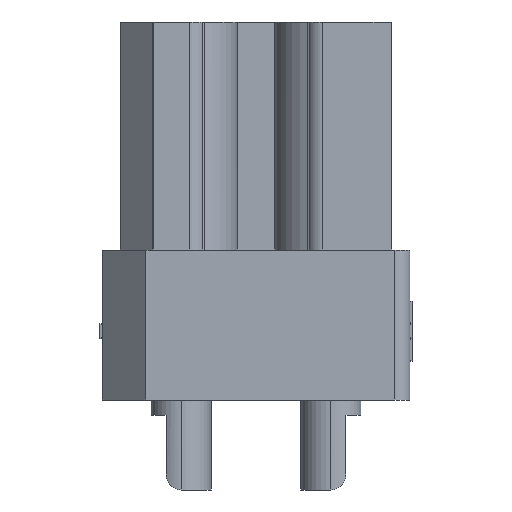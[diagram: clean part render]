
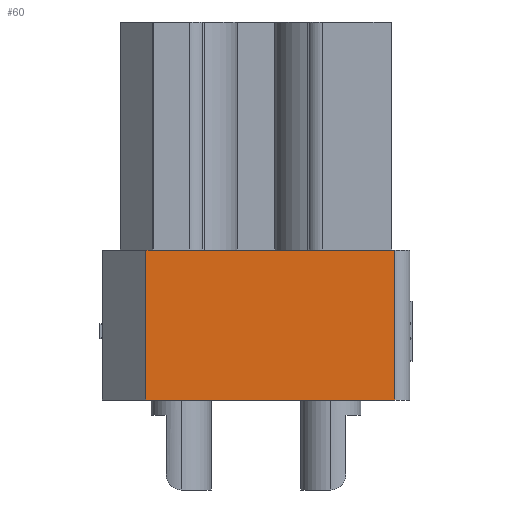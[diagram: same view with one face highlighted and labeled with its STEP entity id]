
A CAD part, left-side view. The second image highlights one B-rep face of the part: STEP entity #60.
In plain terms, the highlighted planar face has unit normal (-1, 0, 0).
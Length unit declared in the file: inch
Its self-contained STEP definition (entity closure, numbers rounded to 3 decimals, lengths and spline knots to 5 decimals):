
#60 = ADVANCED_FACE ( 'NONE', ( #640 ), #4550, .T. ) ;
#250 = CARTESIAN_POINT ( 'NONE',  ( 0., 0.34613, -0.19685 ) ) ;
#478 = EDGE_CURVE ( 'NONE', #4955, #4939, #711, .T. ) ;
#507 = VERTEX_POINT ( 'NONE', #2648 ) ;
#640 = FACE_OUTER_BOUND ( 'NONE', #2823, .T. ) ;
#711 = LINE ( 'NONE', #4166, #3186 ) ;
#1176 = EDGE_CURVE ( 'NONE', #507, #4955, #4980, .T. ) ;
#1450 = CARTESIAN_POINT ( 'NONE',  ( 0., 0.34613, 0. ) ) ;
#1574 = VECTOR ( 'NONE', #4924, 39.37008 ) ;
#1593 = ORIENTED_EDGE ( 'NONE', *, *, #3078, .T. ) ;
#1640 = VECTOR ( 'NONE', #3773, 39.37008 ) ;
#1805 = CARTESIAN_POINT ( 'NONE',  ( 0., 0.34613, 0. ) ) ;
#2053 = ORIENTED_EDGE ( 'NONE', *, *, #478, .T. ) ;
#2179 = DIRECTION ( 'NONE',  ( 0., 0., 1. ) ) ;
#2648 = CARTESIAN_POINT ( 'NONE',  ( 0., 0.01969, -0.19685 ) ) ;
#2823 = EDGE_LOOP ( 'NONE', ( #1593, #3855, #2053, #4515 ) ) ;
#3057 = DIRECTION ( 'NONE',  ( 0., 0., -1. ) ) ;
#3078 = EDGE_CURVE ( 'NONE', #3533, #507, #3739, .T. ) ;
#3186 = VECTOR ( 'NONE', #3793, 39.37008 ) ;
#3296 = DIRECTION ( 'NONE',  ( -1., 0., 0. ) ) ;
#3430 = LINE ( 'NONE', #1450, #4491 ) ;
#3533 = VERTEX_POINT ( 'NONE', #4125 ) ;
#3739 = LINE ( 'NONE', #250, #1640 ) ;
#3757 = AXIS2_PLACEMENT_3D ( 'NONE', #1805, #3296, #2179 ) ;
#3773 = DIRECTION ( 'NONE',  ( 0., -1., 0. ) ) ;
#3793 = DIRECTION ( 'NONE',  ( 0., 1., 0. ) ) ;
#3855 = ORIENTED_EDGE ( 'NONE', *, *, #1176, .T. ) ;
#3899 = CARTESIAN_POINT ( 'NONE',  ( 0., 0.34613, 0. ) ) ;
#4125 = CARTESIAN_POINT ( 'NONE',  ( 0., 0.34613, -0.19685 ) ) ;
#4166 = CARTESIAN_POINT ( 'NONE',  ( 0., 0.34613, 0. ) ) ;
#4491 = VECTOR ( 'NONE', #3057, 39.37008 ) ;
#4508 = CARTESIAN_POINT ( 'NONE',  ( 0., 0.01969, 0. ) ) ;
#4515 = ORIENTED_EDGE ( 'NONE', *, *, #4732, .T. ) ;
#4550 = PLANE ( 'NONE',  #3757 ) ;
#4732 = EDGE_CURVE ( 'NONE', #4939, #3533, #3430, .T. ) ;
#4866 = CARTESIAN_POINT ( 'NONE',  ( 0., 0.01969, 0. ) ) ;
#4924 = DIRECTION ( 'NONE',  ( 0., 0., 1. ) ) ;
#4939 = VERTEX_POINT ( 'NONE', #3899 ) ;
#4955 = VERTEX_POINT ( 'NONE', #4508 ) ;
#4980 = LINE ( 'NONE', #4866, #1574 ) ;
